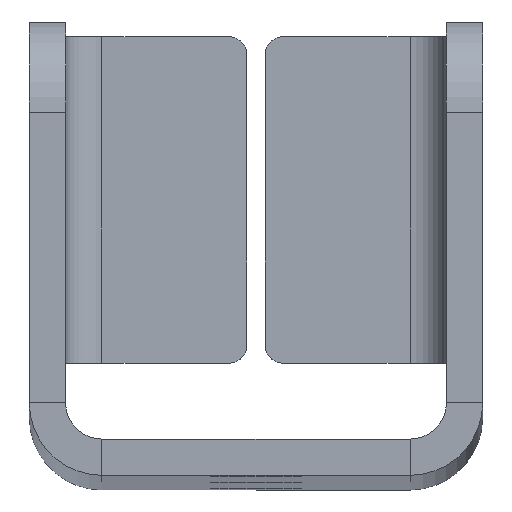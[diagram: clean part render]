
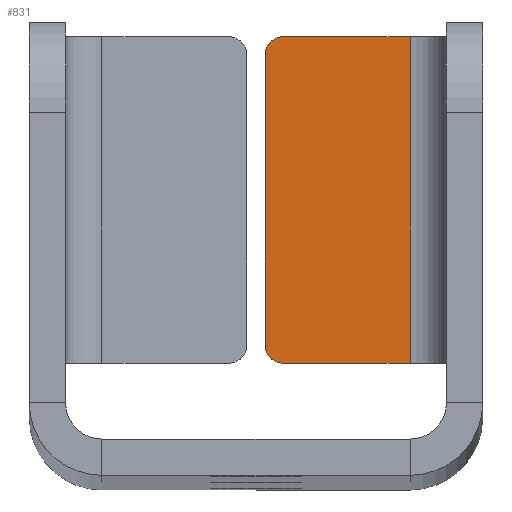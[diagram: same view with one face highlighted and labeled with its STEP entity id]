
A CAD part, top view. The second image highlights one B-rep face of the part: STEP entity #831.
In plain terms, the highlighted planar face has unit normal (0, 0, 1).
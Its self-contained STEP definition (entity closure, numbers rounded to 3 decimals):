
#26=PLANE('',#915);
#63=FACE_OUTER_BOUND('',#116,.T.);
#116=EDGE_LOOP('',(#602,#603,#604,#605,#606,#607));
#189=LINE('',#1323,#272);
#192=LINE('',#1329,#275);
#193=LINE('',#1333,#276);
#194=LINE('',#1334,#277);
#272=VECTOR('',#1046,3.998);
#275=VECTOR('',#1051,10.);
#276=VECTOR('',#1054,3.998);
#277=VECTOR('',#1055,10.);
#340=CIRCLE('',#913,1.);
#341=CIRCLE('',#916,1.);
#395=VERTEX_POINT('',#1316);
#396=VERTEX_POINT('',#1318);
#397=VERTEX_POINT('',#1322);
#399=VERTEX_POINT('',#1328);
#400=VERTEX_POINT('',#1330);
#401=VERTEX_POINT('',#1332);
#469=EDGE_CURVE('',#395,#396,#340,.T.);
#471=EDGE_CURVE('',#396,#397,#189,.T.);
#474=EDGE_CURVE('',#395,#399,#192,.T.);
#475=EDGE_CURVE('',#400,#399,#341,.T.);
#476=EDGE_CURVE('',#400,#401,#193,.T.);
#477=EDGE_CURVE('',#401,#397,#194,.T.);
#602=ORIENTED_EDGE('',*,*,#469,.F.);
#603=ORIENTED_EDGE('',*,*,#474,.T.);
#604=ORIENTED_EDGE('',*,*,#475,.F.);
#605=ORIENTED_EDGE('',*,*,#476,.T.);
#606=ORIENTED_EDGE('',*,*,#477,.T.);
#607=ORIENTED_EDGE('',*,*,#471,.F.);
#831=ADVANCED_FACE('',(#63),#26,.F.);
#913=AXIS2_PLACEMENT_3D('',#1319,#1041,#1042);
#915=AXIS2_PLACEMENT_3D('',#1327,#1049,#1050);
#916=AXIS2_PLACEMENT_3D('',#1331,#1052,#1053);
#1041=DIRECTION('center_axis',(0.,0.,
-1.));
#1042=DIRECTION('ref_axis',(-0.707,0.707,0.));
#1046=DIRECTION('',(1.,0.,0.));
#1049=DIRECTION('center_axis',(0.,0.,
-1.));
#1050=DIRECTION('ref_axis',(-1.,0.,0.));
#1051=DIRECTION('',(0.,-1.,0.));
#1052=DIRECTION('center_axis',(0.,0.,
-1.));
#1053=DIRECTION('ref_axis',(-0.707,-0.707,0.));
#1054=DIRECTION('',(1.,0.,0.));
#1055=DIRECTION('',(0.,1.,0.));
#1316=CARTESIAN_POINT('',(0.5,24.,-470.));
#1318=CARTESIAN_POINT('',(1.5,25.,-470.));
#1319=CARTESIAN_POINT('Origin',(1.5,24.,-470.));
#1322=CARTESIAN_POINT('',(8.5,25.,-470.));
#1323=CARTESIAN_POINT('',(21.06,25.,-470.));
#1327=CARTESIAN_POINT('Origin',(7.64,16.,-470.));
#1328=CARTESIAN_POINT('',(0.5,8.,-470.));
#1329=CARTESIAN_POINT('',(0.5,25.,-470.));
#1330=CARTESIAN_POINT('',(1.5,7.,-470.));
#1331=CARTESIAN_POINT('Origin',(1.5,8.,-470.));
#1332=CARTESIAN_POINT('',(8.5,7.,-470.));
#1333=CARTESIAN_POINT('',(21.06,7.,-470.));
#1334=CARTESIAN_POINT('',(8.5,16.,-470.));
